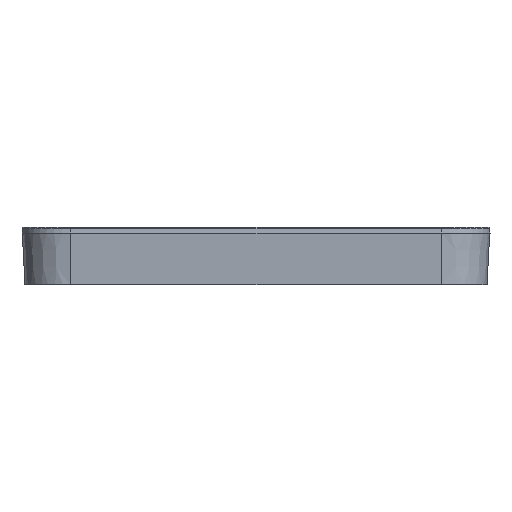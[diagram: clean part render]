
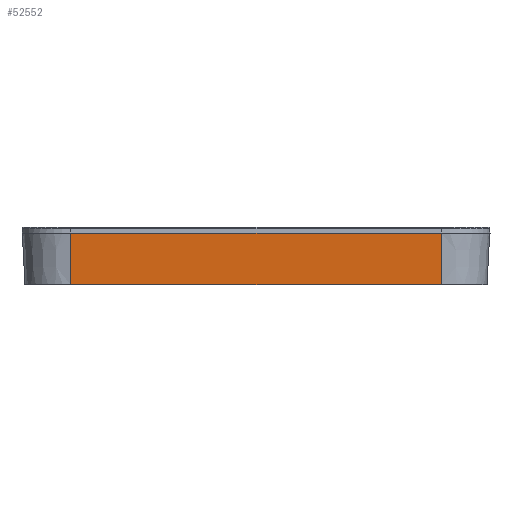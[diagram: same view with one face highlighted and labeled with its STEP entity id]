
A CAD part, left-side view. The second image highlights one B-rep face of the part: STEP entity #52552.
In plain terms, the highlighted face is planar.
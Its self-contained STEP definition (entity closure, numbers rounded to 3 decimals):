
#256=DIRECTION('',(0.,0.,1.));
#257=VECTOR('',#256,64.5);
#258=CARTESIAN_POINT('',(-40.228,0.,-32.25));
#259=LINE('4901',#258,#257);
#339=DIRECTION('',(-0.052,0.999,0.));
#340=VECTOR('',#339,9.012);
#341=CARTESIAN_POINT('',(-40.228,0.,32.25));
#342=LINE('4918',#341,#340);
#343=DIRECTION('',(-0.052,0.999,0.));
#344=VECTOR('',#343,9.012);
#345=CARTESIAN_POINT('',(-40.228,0.,-32.25));
#346=LINE('4917',#345,#344);
#378=DIRECTION('',(0.,0.,1.));
#379=VECTOR('',#378,64.5);
#380=CARTESIAN_POINT('',(-40.7,9.,-32.25));
#381=LINE('4893',#380,#379);
#44630=CARTESIAN_POINT('',(-40.7,9.,-32.25));
#44631=VERTEX_POINT('',#44630);
#44632=CARTESIAN_POINT('',(-40.7,9.,32.25));
#44633=VERTEX_POINT('',#44632);
#44646=CARTESIAN_POINT('',(-40.228,0.,-32.25));
#44647=VERTEX_POINT('',#44646);
#44648=CARTESIAN_POINT('',(-40.228,0.,32.25));
#44649=VERTEX_POINT('',#44648);
#52539=CARTESIAN_POINT('',(-40.7,9.,-32.25));
#52540=DIRECTION('',(0.999,0.052,0.));
#52541=DIRECTION('',(0.,0.,-1.));
#52542=AXIS2_PLACEMENT_3D('',#52539,#52540,#52541);
#52543=PLANE('4877',#52542);
#52544=ORIENTED_EDGE('4901',*,*,#52372,.F.);
#52546=ORIENTED_EDGE('4917',*,*,#52545,.T.);
#52548=ORIENTED_EDGE('4893',*,*,#52547,.T.);
#52549=ORIENTED_EDGE('4918',*,*,#52524,.F.);
#52550=EDGE_LOOP('4877',(#52544,#52546,#52548,#52549));
#52551=FACE_OUTER_BOUND('4877',#52550,.F.);
#52552=ADVANCED_FACE('4877',(#52551),#52543,.F.);
#52372=EDGE_CURVE('4901',#44647,#44649,#259,.T.);
#52524=EDGE_CURVE('4918',#44649,#44633,#342,.T.);
#52545=EDGE_CURVE('4917',#44647,#44631,#346,.T.);
#52547=EDGE_CURVE('4893',#44631,#44633,#381,.T.);
